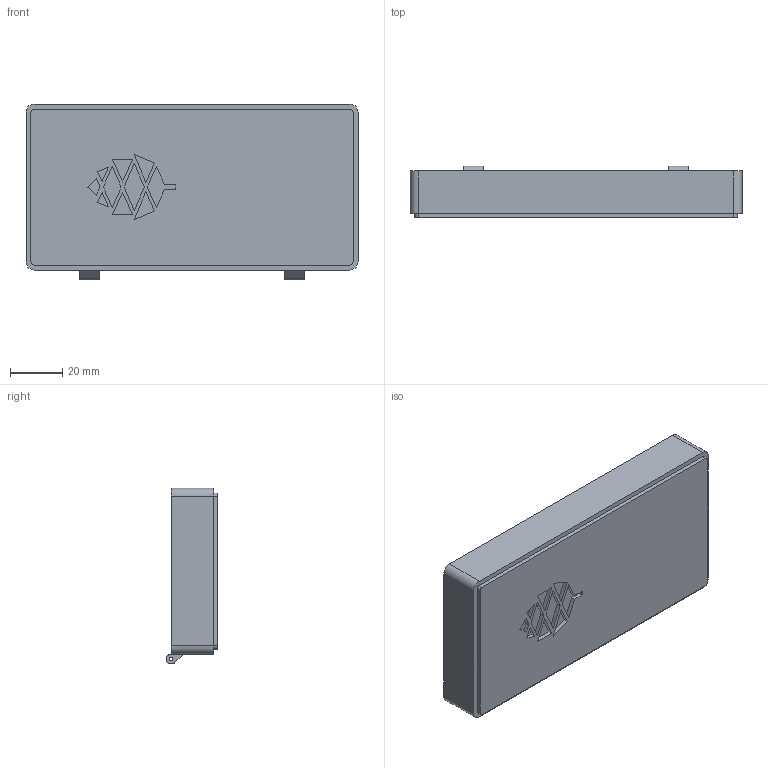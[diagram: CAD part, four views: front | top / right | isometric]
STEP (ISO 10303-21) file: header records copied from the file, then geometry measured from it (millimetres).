
FILE_DESCRIPTION(/* description */ (''),/* implementation_level */ '2;1');
FILE_NAME(/* name */ 'PinecilCaseTop.stp',/* time_stamp */ '2025-11-03T21:10:00-05:00',/* author */ ('nmari'),/* organization */ (''),/* preprocessor_version */ 'ST-DEVELOPER v20.1',/* originating_system */ 'Autodesk Inventor 2026',/* authorisation */ '');
FILE_SCHEMA (('AUTOMOTIVE_DESIGN { 1 0 10303 214 3 1 1 }'));
Length unit declared in the file: inch
Products named in the file (1): PinecilCaseTop
Bounding box: 127 x 19.68 x 67.31 mm (x, y, z)
Volume: 69056.8 mm3; surface area: 29382.9 mm2
Topology: 1 solids, 1 shells, 123 faces, 334 edges, 270 vertices
Faces by surface type: plane 103, cylinder 20
Full cylindrical faces by diameter (mm): 1.27 x2, 5.08 x4
Entity records: 3838 total; most frequent: CARTESIAN_POINT 706, ORIENTED_EDGE 616, DIRECTION 604, EDGE_CURVE 308, LINE 268, VECTOR 268, VERTEX_POINT 204, AXIS2_PLACEMENT_3D 168
